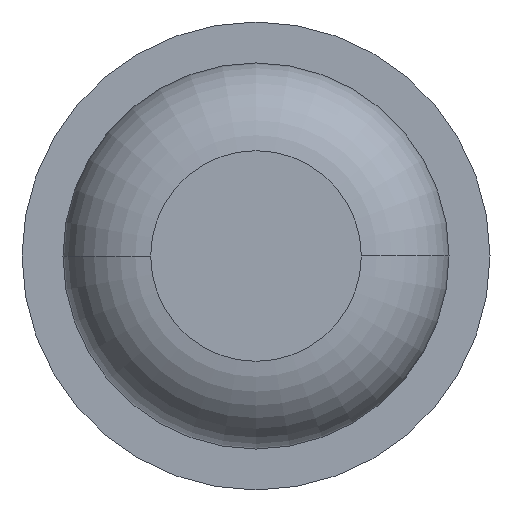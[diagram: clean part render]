
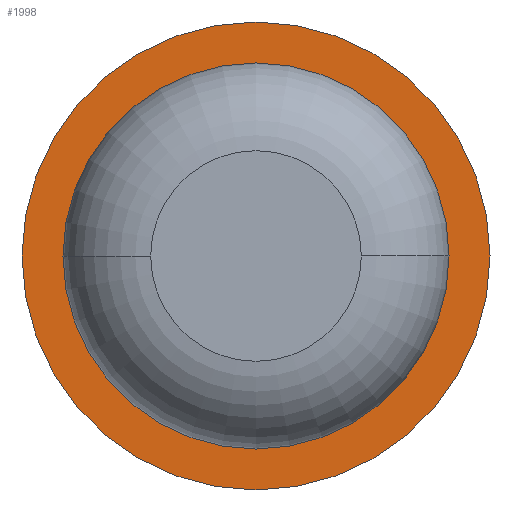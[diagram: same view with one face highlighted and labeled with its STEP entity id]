
A CAD part, front view. The second image highlights one B-rep face of the part: STEP entity #1998.
In plain terms, the highlighted planar face has unit normal (0, -1, 0).
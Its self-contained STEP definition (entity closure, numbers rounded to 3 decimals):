
#25 = CARTESIAN_POINT ( 'NONE',  ( -0.825, -6., 0. ) ) ;
#198 = ORIENTED_EDGE ( 'NONE', *, *, #3272, .F. ) ;
#374 = CARTESIAN_POINT ( 'NONE',  ( 0., -6., 0. ) ) ;
#388 = DIRECTION ( 'NONE',  ( 0., 1., 0. ) ) ;
#410 = CARTESIAN_POINT ( 'NONE',  ( 0.825, -6., 0. ) ) ;
#544 = VERTEX_POINT ( 'NONE', #3283 ) ;
#609 = ORIENTED_EDGE ( 'NONE', *, *, #1979, .T. ) ;
#847 = CIRCLE ( 'NONE', #2466, 0.825 ) ;
#989 = PLANE ( 'NONE',  #2436 ) ;
#1027 = DIRECTION ( 'NONE',  ( -1., 0., 0. ) ) ;
#1122 = EDGE_LOOP ( 'NONE', ( #3626, #609 ) ) ;
#1168 = VERTEX_POINT ( 'NONE', #1589 ) ;
#1325 = DIRECTION ( 'NONE',  ( -1., 0., 0. ) ) ;
#1472 = ORIENTED_EDGE ( 'NONE', *, *, #3573, .F. ) ;
#1493 = DIRECTION ( 'NONE',  ( 0., 1., 0. ) ) ;
#1589 = CARTESIAN_POINT ( 'NONE',  ( 1., -6., 0. ) ) ;
#1592 = CARTESIAN_POINT ( 'NONE',  ( 0., -6., 0. ) ) ;
#1733 = DIRECTION ( 'NONE',  ( -1., 0., 0. ) ) ;
#1769 = AXIS2_PLACEMENT_3D ( 'NONE', #1592, #388, #1027 ) ;
#1881 = DIRECTION ( 'NONE',  ( -1., 0., 0. ) ) ;
#1915 = CARTESIAN_POINT ( 'NONE',  ( 0., -6., 0. ) ) ;
#1979 = EDGE_CURVE ( 'Defeature ausgef�hrt1_36+Defeature ausgef�hrt1_31+Defeature ausgef�hrt1_31+Defeature ausgef�hrt1_31', #544, #3404, #3205, .T. ) ;
#1996 = CIRCLE ( 'NONE', #3158, 1. ) ;
#1998 = ADVANCED_FACE ( 'Defeature ausgef�hrt1_36', ( #3708, #3751 ), #989, .F. ) ;
#2323 = VERTEX_POINT ( 'NONE', #2927 ) ;
#2436 = AXIS2_PLACEMENT_3D ( 'NONE', #410, #3662, #1881 ) ;
#2466 = AXIS2_PLACEMENT_3D ( 'NONE', #374, #1493, #3547 ) ;
#2507 = CIRCLE ( 'NONE', #3508, 1. ) ;
#2525 = DIRECTION ( 'NONE',  ( 0., 1., 0. ) ) ;
#2701 = EDGE_CURVE ( 'Defeature ausgef�hrt1_36+Defeature ausgef�hrt1_31+Defeature ausgef�hrt1_31+Defeature ausgef�hrt1_31', #3404, #544, #847, .T. ) ;
#2927 = CARTESIAN_POINT ( 'NONE',  ( -1., -6., 0. ) ) ;
#3098 = EDGE_LOOP ( 'NONE', ( #1472, #198 ) ) ;
#3158 = AXIS2_PLACEMENT_3D ( 'NONE', #1915, #2525, #1325 ) ;
#3187 = DIRECTION ( 'NONE',  ( 0., 1., 0. ) ) ;
#3205 = CIRCLE ( 'NONE', #1769, 0.825 ) ;
#3272 = EDGE_CURVE ( 'Defeature ausgef�hrt1_37+Defeature ausgef�hrt1_36+Defeature ausgef�hrt1_36+Defeature ausgef�hrt1_36', #1168, #2323, #2507, .T. ) ;
#3283 = CARTESIAN_POINT ( 'NONE',  ( 0.825, -6., 0. ) ) ;
#3404 = VERTEX_POINT ( 'NONE', #25 ) ;
#3501 = CARTESIAN_POINT ( 'NONE',  ( 0., -6., 0. ) ) ;
#3508 = AXIS2_PLACEMENT_3D ( 'NONE', #3501, #3187, #1733 ) ;
#3547 = DIRECTION ( 'NONE',  ( -1., 0., 0. ) ) ;
#3573 = EDGE_CURVE ( 'Defeature ausgef�hrt1_37+Defeature ausgef�hrt1_36+Defeature ausgef�hrt1_36+Defeature ausgef�hrt1_36', #2323, #1168, #1996, .T. ) ;
#3626 = ORIENTED_EDGE ( 'NONE', *, *, #2701, .T. ) ;
#3662 = DIRECTION ( 'NONE',  ( 0., 1., 0. ) ) ;
#3708 = FACE_OUTER_BOUND ( 'NONE', #3098, .T. ) ;
#3751 = FACE_BOUND ( 'NONE', #1122, .T. ) ;
